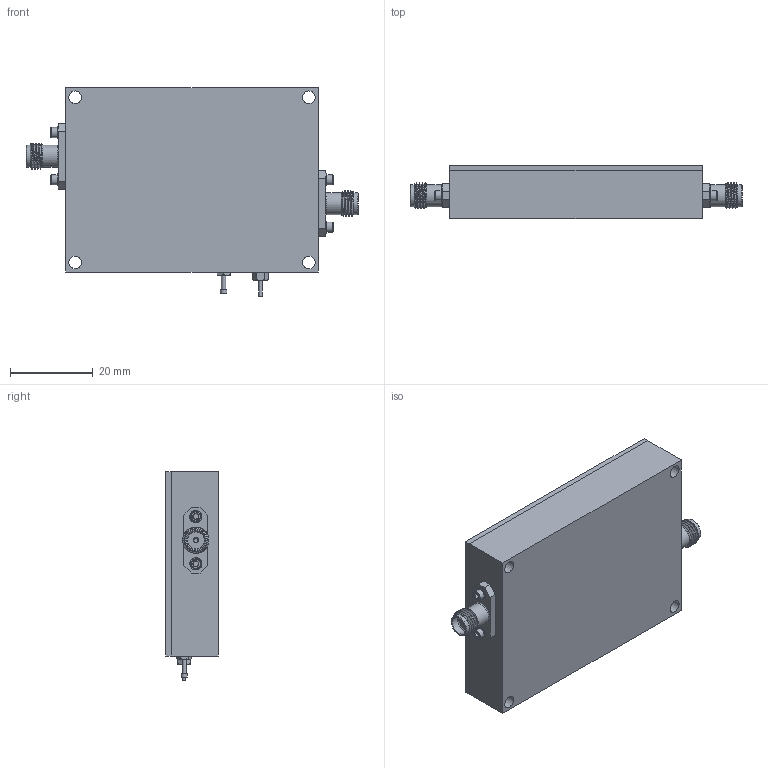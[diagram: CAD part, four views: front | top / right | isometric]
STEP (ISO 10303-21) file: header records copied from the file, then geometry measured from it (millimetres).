
FILE_DESCRIPTION (( 'STEP AP203' ), '1' );
FILE_NAME ('PE15A4025_3D.step', '2021-03-11T20:49:50', ( '' ), ( '' ), 'SwSTEP 2.0', 'SolidWorks 2020', '' );
FILE_SCHEMA (( 'CONFIG_CONTROL_DESIGN' ));
Length unit declared in the file: inch
Products named in the file (1): PE15A4025_3D
Bounding box: 80.11 x 12.78 x 50.29 mm (x, y, z)
Volume: 34739.4 mm3; surface area: 9441.3 mm2
Topology: 1 solids, 7 shells, 241 faces, 525 edges, 328 vertices
Faces by surface type: plane 116, cylinder 55, cone 54, bspline 14, torus 2
Full cylindrical faces by diameter (mm): 0.762 x1, 1.016 x3, 1.27 x4, 1.524 x13, 1.854 x4, 2.438 x4, 2.946 x4, 3.048 x4, 4.521 x2, 5.08 x2, 5.334 x4
Entity records: 10747 total; most frequent: CARTESIAN_POINT 6236, DIRECTION 884, ORIENTED_EDGE 824, EDGE_CURVE 412, AXIS2_PLACEMENT_3D 364, EDGE_LOOP 332, VERTEX_POINT 280, FACE_OUTER_BOUND 268
